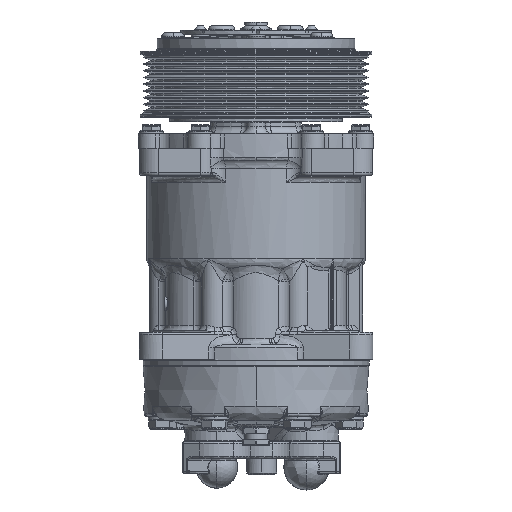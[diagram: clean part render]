
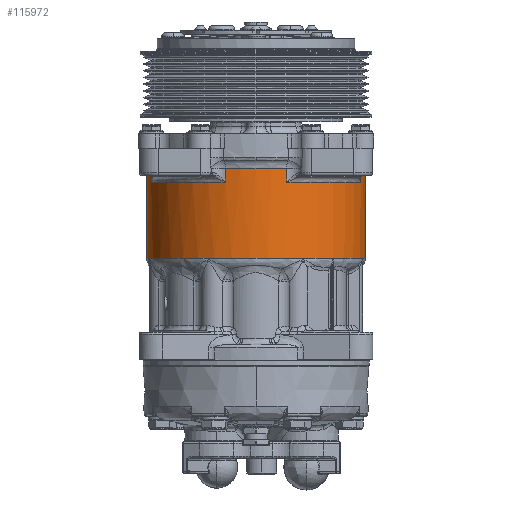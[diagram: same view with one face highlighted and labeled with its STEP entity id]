
A CAD part, front view. The second image highlights one B-rep face of the part: STEP entity #115972.
In plain terms, the highlighted cylindrical face has radius 58 mm (diameter 116 mm), a partial arc.
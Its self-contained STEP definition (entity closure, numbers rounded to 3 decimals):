
#14 = CARTESIAN_POINT ( 'NONE',  ( 14.75, -32.068, 67.566 ) ) ;
#79 = CIRCLE ( 'NONE', #111, 58. ) ;
#108 = DIRECTION ( 'NONE',  ( 1., 0., 0. ) ) ;
#109 = DIRECTION ( 'NONE',  ( 0., 0., -1. ) ) ;
#110 = CARTESIAN_POINT ( 'NONE',  ( 31.094, 23.582, 67.566 ) ) ;
#111 = AXIS2_PLACEMENT_3D ( 'NONE', #110, #109, #108 ) ;
#140 = CARTESIAN_POINT ( 'NONE',  ( 86.744, 7.237, 86.566 ) ) ;
#158 = LINE ( 'NONE', #140, #196399 ) ;
#199 = DIRECTION ( 'NONE',  ( 1., 0., 0. ) ) ;
#200 = DIRECTION ( 'NONE',  ( 0., 0., -1. ) ) ;
#201 = CARTESIAN_POINT ( 'NONE',  ( 31.094, 23.582, 74.987 ) ) ;
#202 = AXIS2_PLACEMENT_3D ( 'NONE', #201, #200, #199 ) ;
#213 = CIRCLE ( 'NONE', #202, 58. ) ;
#223 = CIRCLE ( 'NONE', #276, 58. ) ;
#224 = CARTESIAN_POINT ( 'NONE',  ( 47.439, -32.068, 86.566 ) ) ;
#225 = DIRECTION ( 'NONE',  ( 0., 0., -1. ) ) ;
#241 = DIRECTION ( 'NONE',  ( 1., 0., 0. ) ) ;
#242 = DIRECTION ( 'NONE',  ( 0., 0., 1. ) ) ;
#243 = CARTESIAN_POINT ( 'NONE',  ( 31.094, 23.582, 27.066 ) ) ;
#244 = AXIS2_PLACEMENT_3D ( 'NONE', #243, #242, #241 ) ;
#246 = CIRCLE ( 'NONE', #244, 58. ) ;
#253 = FACE_OUTER_BOUND ( 'NONE', #115947, .T. ) ;
#254 = VECTOR ( 'NONE', #311, 1000. ) ;
#261 = LINE ( 'NONE', #224, #254 ) ;
#267 = DIRECTION ( 'NONE',  ( 1., 0., 0. ) ) ;
#268 = AXIS2_PLACEMENT_3D ( 'NONE', #277, #225, #267 ) ;
#269 = CIRCLE ( 'NONE', #268, 58. ) ;
#273 = DIRECTION ( 'NONE',  ( 1., 0., 0. ) ) ;
#274 = DIRECTION ( 'NONE',  ( 0., 0., -1. ) ) ;
#275 = CARTESIAN_POINT ( 'NONE',  ( 31.094, 23.582, 74.987 ) ) ;
#276 = AXIS2_PLACEMENT_3D ( 'NONE', #275, #274, #273 ) ;
#277 = CARTESIAN_POINT ( 'NONE',  ( 31.094, 23.582, 67.566 ) ) ;
#282 = CYLINDRICAL_SURFACE ( 'NONE', #351, 58. ) ;
#288 = CARTESIAN_POINT ( 'NONE',  ( 31.094, 23.582, 86.566 ) ) ;
#291 = DIRECTION ( 'NONE',  ( 1., 0., 0. ) ) ;
#292 = DIRECTION ( 'NONE',  ( 0., 0., -1. ) ) ;
#293 = CARTESIAN_POINT ( 'NONE',  ( 31.094, 23.582, 74.987 ) ) ;
#294 = AXIS2_PLACEMENT_3D ( 'NONE', #293, #292, #291 ) ;
#295 = DIRECTION ( 'NONE',  ( 0., 0., 1. ) ) ;
#306 = CIRCLE ( 'NONE', #294, 58. ) ;
#311 = DIRECTION ( 'NONE',  ( 0., 0., 1. ) ) ;
#350 = DIRECTION ( 'NONE',  ( 1., 0., 0. ) ) ;
#351 = AXIS2_PLACEMENT_3D ( 'NONE', #288, #295, #350 ) ;
#356 = DIRECTION ( 'NONE',  ( 0., 0., -1. ) ) ;
#357 = VECTOR ( 'NONE', #356, 1000. ) ;
#358 = CARTESIAN_POINT ( 'NONE',  ( 14.75, -32.068, 86.566 ) ) ;
#359 = LINE ( 'NONE', #358, #357 ) ;
#11618 = VERTEX_POINT ( 'NONE', #154701 ) ;
#13451 = VERTEX_POINT ( 'NONE', #155386 ) ;
#14306 = EDGE_CURVE ( 'NONE', #13451, #11618, #156489, .T. ) ;
#14950 = EDGE_CURVE ( 'NONE', #17046, #15683, #156823, .T. ) ;
#15683 = VERTEX_POINT ( 'NONE', #157614 ) ;
#16665 = VERTEX_POINT ( 'NONE', #158644 ) ;
#16936 = VERTEX_POINT ( 'NONE', #66424 ) ;
#17046 = VERTEX_POINT ( 'NONE', #66635 ) ;
#17290 = EDGE_CURVE ( 'NONE', #16936, #16665, #66982, .T. ) ;
#21149 = EDGE_CURVE ( 'NONE', #21839, #17046, #71132, .T. ) ;
#21839 = VERTEX_POINT ( 'NONE', #71846 ) ;
#66424 = CARTESIAN_POINT ( 'NONE',  ( -24.555, 7.237, 67.566 ) ) ;
#66635 = CARTESIAN_POINT ( 'NONE',  ( 89.094, 23.582, 27.066 ) ) ;
#66978 = DIRECTION ( 'NONE',  ( 0., 0., 1. ) ) ;
#66979 = VECTOR ( 'NONE', #66978, 1000. ) ;
#66980 = CARTESIAN_POINT ( 'NONE',  ( -24.555, 7.237, 86.566 ) ) ;
#66982 = LINE ( 'NONE', #66980, #66979 ) ;
#71060 = DIRECTION ( 'NONE',  ( 0., 0., 1. ) ) ;
#71061 = AXIS2_PLACEMENT_3D ( 'NONE', #71080, #71060, #71197 ) ;
#71080 = CARTESIAN_POINT ( 'NONE',  ( 31.094, 23.582, 27.066 ) ) ;
#71132 = CIRCLE ( 'NONE', #71061, 58. ) ;
#71197 = DIRECTION ( 'NONE',  ( 1., 0., 0. ) ) ;
#71846 = CARTESIAN_POINT ( 'NONE',  ( 72.107, -17.43, 27.066 ) ) ;
#115091 = VERTEX_POINT ( 'NONE', #195254 ) ;
#115277 = VERTEX_POINT ( 'NONE', #195774 ) ;
#115361 = VERTEX_POINT ( 'NONE', #196228 ) ;
#115444 = VERTEX_POINT ( 'NONE', #196293 ) ;
#115534 = VERTEX_POINT ( 'NONE', #196315 ) ;
#115618 = VERTEX_POINT ( 'NONE', #14 ) ;
#115661 = EDGE_CURVE ( 'NONE', #115277, #115361, #79, .T. ) ;
#115742 = EDGE_CURVE ( 'NONE', #115091, #115277, #158, .T. ) ;
#115790 = EDGE_CURVE ( 'NONE', #15683, #115091, #213, .T. ) ;
#115823 = EDGE_CURVE ( 'NONE', #13451, #21839, #246, .T. ) ;
#115866 = EDGE_CURVE ( 'NONE', #115534, #115444, #223, .T. ) ;
#115877 = EDGE_CURVE ( 'NONE', #115618, #16936, #269, .T. ) ;
#115922 = EDGE_CURVE ( 'NONE', #115361, #115534, #261, .T. ) ;
#115935 = ORIENTED_EDGE ( 'NONE', *, *, #115877, .T. ) ;
#115943 = ORIENTED_EDGE ( 'NONE', *, *, #115823, .T. ) ;
#115947 = EDGE_LOOP ( 'NONE', ( #115977, #115943, #115974, #115963, #116118, #115980, #116123, #115982, #116131, #116120, #115935, #116125, #116060 ) ) ;
#115954 = EDGE_CURVE ( 'NONE', #16665, #11618, #306, .T. ) ;
#115963 = ORIENTED_EDGE ( 'NONE', *, *, #14950, .T. ) ;
#115972 = ADVANCED_FACE ( 'NONE', ( #253 ), #282, .T. ) ;
#115974 = ORIENTED_EDGE ( 'NONE', *, *, #21149, .T. ) ;
#115977 = ORIENTED_EDGE ( 'NONE', *, *, #14306, .F. ) ;
#115980 = ORIENTED_EDGE ( 'NONE', *, *, #115742, .T. ) ;
#115982 = ORIENTED_EDGE ( 'NONE', *, *, #115922, .T. ) ;
#116012 = EDGE_CURVE ( 'NONE', #115444, #115618, #359, .T. ) ;
#116060 = ORIENTED_EDGE ( 'NONE', *, *, #115954, .T. ) ;
#116118 = ORIENTED_EDGE ( 'NONE', *, *, #115790, .T. ) ;
#116120 = ORIENTED_EDGE ( 'NONE', *, *, #116012, .T. ) ;
#116123 = ORIENTED_EDGE ( 'NONE', *, *, #115661, .T. ) ;
#116125 = ORIENTED_EDGE ( 'NONE', *, *, #17290, .T. ) ;
#116131 = ORIENTED_EDGE ( 'NONE', *, *, #115866, .T. ) ;
#154701 = CARTESIAN_POINT ( 'NONE',  ( -26.906, 23.582, 74.987 ) ) ;
#155386 = CARTESIAN_POINT ( 'NONE',  ( -26.906, 23.582, 27.066 ) ) ;
#156474 = DIRECTION ( 'NONE',  ( 0., 0., 1. ) ) ;
#156476 = VECTOR ( 'NONE', #156474, 1000. ) ;
#156478 = CARTESIAN_POINT ( 'NONE',  ( -26.906, 23.582, 86.566 ) ) ;
#156489 = LINE ( 'NONE', #156478, #156476 ) ;
#156808 = DIRECTION ( 'NONE',  ( 0., 0., 1. ) ) ;
#156810 = VECTOR ( 'NONE', #156808, 1000. ) ;
#156812 = CARTESIAN_POINT ( 'NONE',  ( 89.094, 23.582, 86.566 ) ) ;
#156823 = LINE ( 'NONE', #156812, #156810 ) ;
#157614 = CARTESIAN_POINT ( 'NONE',  ( 89.094, 23.582, 74.987 ) ) ;
#158644 = CARTESIAN_POINT ( 'NONE',  ( -24.555, 7.237, 74.987 ) ) ;
#195254 = CARTESIAN_POINT ( 'NONE',  ( 86.744, 7.237, 74.987 ) ) ;
#195774 = CARTESIAN_POINT ( 'NONE',  ( 86.744, 7.237, 67.566 ) ) ;
#196228 = CARTESIAN_POINT ( 'NONE',  ( 47.439, -32.068, 67.566 ) ) ;
#196293 = CARTESIAN_POINT ( 'NONE',  ( 14.75, -32.068, 74.987 ) ) ;
#196315 = CARTESIAN_POINT ( 'NONE',  ( 47.439, -32.068, 74.987 ) ) ;
#196398 = DIRECTION ( 'NONE',  ( 0., 0., -1. ) ) ;
#196399 = VECTOR ( 'NONE', #196398, 1000. ) ;
